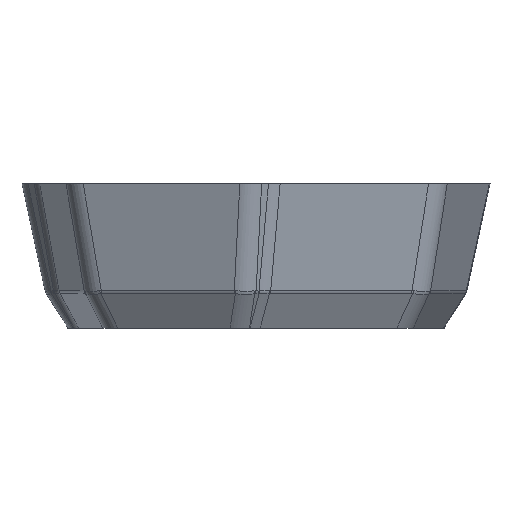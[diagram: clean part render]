
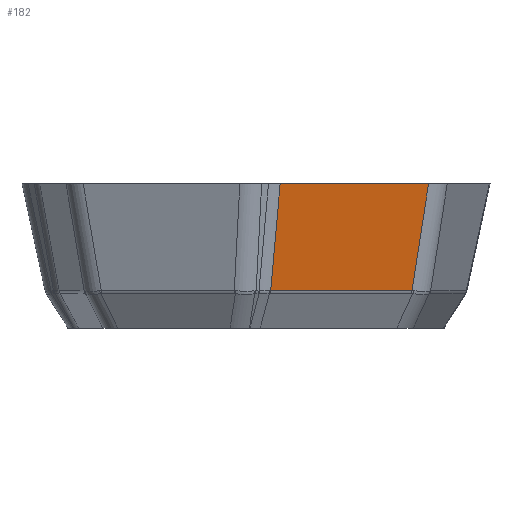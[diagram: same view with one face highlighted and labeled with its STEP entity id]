
A CAD part, front view. The second image highlights one B-rep face of the part: STEP entity #182.
In plain terms, the highlighted planar face has unit normal (0.171, -0.967, -0.191).
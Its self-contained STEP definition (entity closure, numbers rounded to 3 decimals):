
#140=PLANE('',#2634);
#182=ADVANCED_FACE('',(#322),#140,.T.);
#322=FACE_OUTER_BOUND('',#422,.T.);
#422=EDGE_LOOP('',(#630,#631,#632,#633,#634,#635,#636,#637));
#630=ORIENTED_EDGE('',*,*,#1434,.F.);
#631=ORIENTED_EDGE('',*,*,#1338,.T.);
#632=ORIENTED_EDGE('',*,*,#1435,.T.);
#633=ORIENTED_EDGE('',*,*,#1351,.T.);
#634=ORIENTED_EDGE('',*,*,#1436,.F.);
#635=ORIENTED_EDGE('',*,*,#1437,.F.);
#636=ORIENTED_EDGE('',*,*,#1438,.F.);
#637=ORIENTED_EDGE('',*,*,#1439,.F.);
#1136=VERTEX_POINT('',#3644);
#1137=VERTEX_POINT('',#3646);
#1149=VERTEX_POINT('',#3672);
#1150=VERTEX_POINT('',#3674);
#1230=VERTEX_POINT('',#3847);
#1231=VERTEX_POINT('',#3850);
#1232=VERTEX_POINT('',#3852);
#1233=VERTEX_POINT('',#3854);
#1338=EDGE_CURVE('',#1137,#1136,#2231,.T.);
#1351=EDGE_CURVE('',#1150,#1149,#2234,.T.);
#1434=EDGE_CURVE('',#1137,#1230,#2255,.T.);
#1435=EDGE_CURVE('',#1136,#1150,#2256,.T.);
#1436=EDGE_CURVE('',#1231,#1149,#2257,.T.);
#1437=EDGE_CURVE('',#1232,#1231,#2258,.T.);
#1438=EDGE_CURVE('',#1233,#1232,#2259,.T.);
#1439=EDGE_CURVE('',#1230,#1233,#2260,.T.);
#2231=LINE('',#3645,#2375);
#2234=LINE('',#3673,#2378);
#2255=LINE('',#3846,#2399);
#2256=LINE('',#3848,#2400);
#2257=LINE('',#3849,#2401);
#2258=LINE('',#3851,#2402);
#2259=LINE('',#3853,#2403);
#2260=LINE('',#3855,#2404);
#2375=VECTOR('',#2947,1.);
#2378=VECTOR('',#2974,1.);
#2399=VECTOR('',#3139,1.);
#2400=VECTOR('',#3140,1.);
#2401=VECTOR('',#3141,1.);
#2402=VECTOR('',#3142,1.);
#2403=VECTOR('',#3143,1.);
#2404=VECTOR('',#3144,1.);
#2634=AXIS2_PLACEMENT_3D('',#3856,#3145,#3146);
#2947=DIRECTION('',(-0.087,0.178,-0.98));
#2974=DIRECTION('',(0.152,-0.166,0.974));
#3139=DIRECTION('',(0.985,0.174,0.));
#3140=DIRECTION('',(0.985,0.174,0.));
#3141=DIRECTION('',(0.985,0.174,0.));
#3142=DIRECTION('',(0.985,0.174,0.));
#3143=DIRECTION('',(0.985,0.174,0.));
#3144=DIRECTION('',(0.985,0.174,0.));
#3145=DIRECTION('',(0.17,-0.967,-0.191));
#3146=DIRECTION('',(0.,0.194,-0.981));
#3644=CARTESIAN_POINT('',(0.306,-4.096,-2.217));
#3645=CARTESIAN_POINT('',(0.302,-4.089,-2.258));
#3646=CARTESIAN_POINT('',(0.503,-4.499,0.));
#3672=CARTESIAN_POINT('',(3.592,-3.954,0.));
#3673=CARTESIAN_POINT('',(3.598,-3.961,0.037));
#3674=CARTESIAN_POINT('',(3.247,-3.578,-2.217));
#3846=CARTESIAN_POINT('',(3.9,-3.9,0.));
#3847=CARTESIAN_POINT('',(0.538,-4.493,0.));
#3848=CARTESIAN_POINT('',(3.825,-3.476,-2.217));
#3849=CARTESIAN_POINT('',(3.9,-3.9,0.));
#3850=CARTESIAN_POINT('',(0.921,-4.425,0.));
#3851=CARTESIAN_POINT('',(3.9,-3.9,0.));
#3852=CARTESIAN_POINT('',(0.725,-4.46,0.));
#3853=CARTESIAN_POINT('',(3.9,-3.9,0.));
#3854=CARTESIAN_POINT('',(0.658,-4.472,0.));
#3855=CARTESIAN_POINT('',(3.9,-3.9,0.));
#3856=CARTESIAN_POINT('',(3.9,-3.9,0.));
